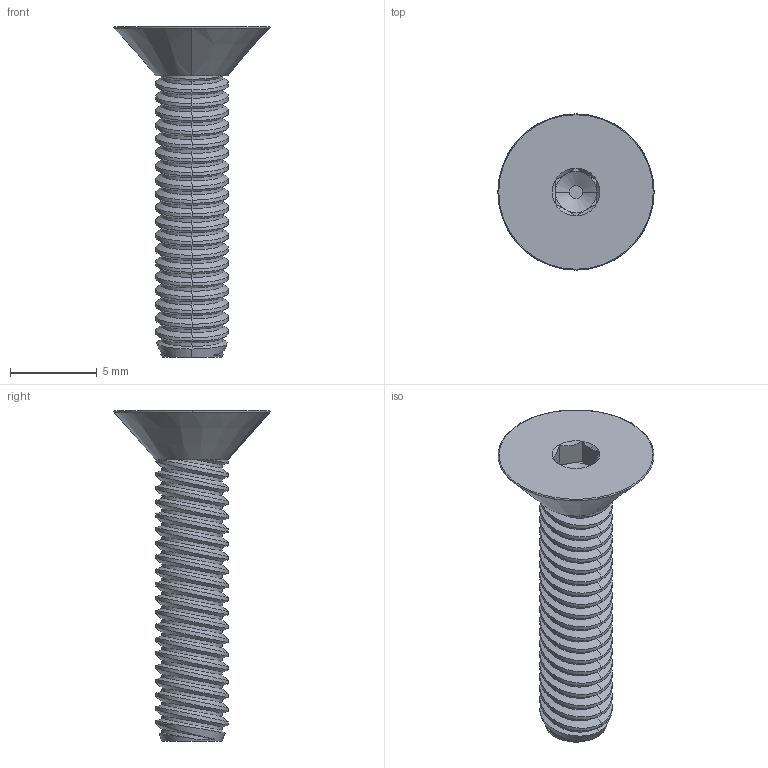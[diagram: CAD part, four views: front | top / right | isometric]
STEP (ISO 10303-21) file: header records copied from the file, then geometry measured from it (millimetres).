
FILE_DESCRIPTION (( 'STEP AP203' ), '1' );
FILE_NAME ('92210A197.step', '2004-04-07T18:00:39', ( 'McMaster' ), ( 'McMaster' ), 'SwSTEP 2.0', 'SolidWorks 2003314', '' );
FILE_SCHEMA (( 'CONFIG_CONTROL_DESIGN' ));
Length unit declared in the file: inch
Products named in the file (1): 92210A197
Bounding box: 9 x 9 x 19.05 mm (x, y, z)
Volume: 283.1 mm3; surface area: 449 mm2
Topology: 1 solids, 1 shells, 197 faces, 404 edges, 211 vertices
Faces by surface type: cone 97, cylinder 82, plane 16, torus 2
Entity records: 7169 total; most frequent: CARTESIAN_POINT 3164, DIRECTION 812, ORIENTED_EDGE 808, EDGE_CURVE 404, AXIS2_PLACEMENT_3D 315, VERTEX_POINT 211, EDGE_LOOP 199, ADVANCED_FACE 197
